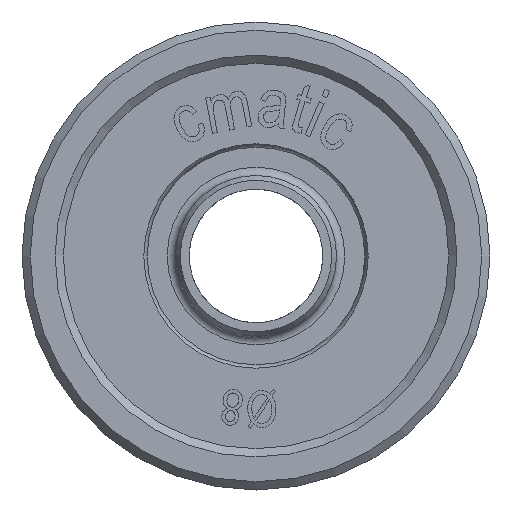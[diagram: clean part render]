
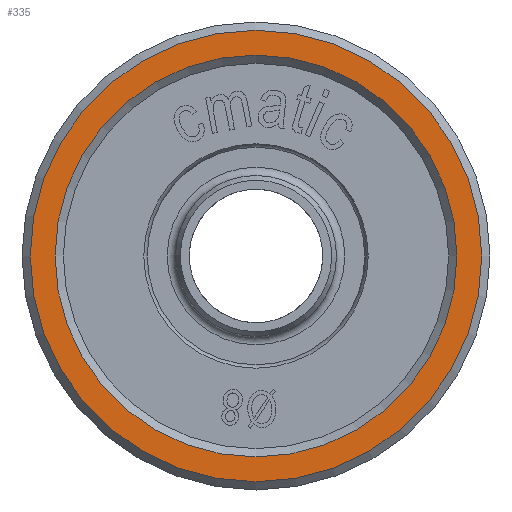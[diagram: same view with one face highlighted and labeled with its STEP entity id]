
A CAD part, front view. The second image highlights one B-rep face of the part: STEP entity #335.
In plain terms, the highlighted planar face has unit normal (0, -1, 0).
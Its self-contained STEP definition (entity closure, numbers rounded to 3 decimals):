
#335 = ADVANCED_FACE( 'NONE', ( #972, #973 ), #974, .T. );
#972 = FACE_OUTER_BOUND( '', #5246, .T. );
#973 = FACE_BOUND( '', #5247, .T. );
#974 = PLANE( '', #5248 );
#5246 = EDGE_LOOP( '', ( #7775 ) );
#5247 = EDGE_LOOP( '', ( #7776 ) );
#5248 = AXIS2_PLACEMENT_3D( '', #7777, #7778, #7779 );
#7775 = ORIENTED_EDGE( '', *, *, #8556, .T. );
#7776 = ORIENTED_EDGE( '', *, *, #8744, .T. );
#7777 = CARTESIAN_POINT( '', ( 0., -22., 0. ) );
#7778 = DIRECTION( '', ( 0., -1., 0. ) );
#7779 = DIRECTION( '', ( 0., 0., -1. ) );
#8556 = EDGE_CURVE( 'NONE', #9628, #9628, #9629, .T. );
#8744 = EDGE_CURVE( 'NONE', #9944, #9944, #9945, .T. );
#9628 = VERTEX_POINT( '', #13100 );
#9629 = CIRCLE( '', #13101, 8.2 );
#9944 = VERTEX_POINT( '', #14462 );
#9945 = CIRCLE( '', #14463, 7.3 );
#13100 = CARTESIAN_POINT( '', ( 0., -22., -8.2 ) );
#13101 = AXIS2_PLACEMENT_3D( '', #16452, #16453, #16454 );
#14462 = CARTESIAN_POINT( '', ( 0., -22., 7.3 ) );
#14463 = AXIS2_PLACEMENT_3D( '', #16599, #16600, #16601 );
#16452 = CARTESIAN_POINT( '', ( 0., -22., 0. ) );
#16453 = DIRECTION( '', ( 0., -1., 0. ) );
#16454 = DIRECTION( '', ( 0., 0., -1. ) );
#16599 = CARTESIAN_POINT( '', ( 0., -22., 0. ) );
#16600 = DIRECTION( '', ( 0., 1., 0. ) );
#16601 = DIRECTION( '', ( 0., 0., 1. ) );
